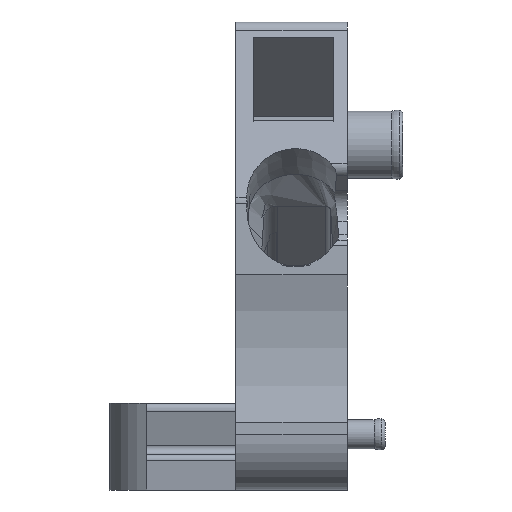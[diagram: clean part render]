
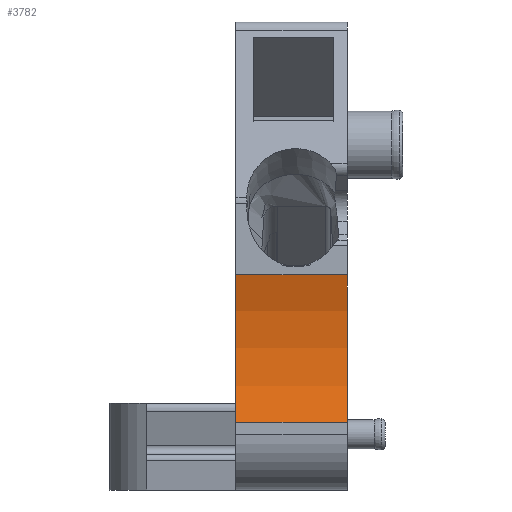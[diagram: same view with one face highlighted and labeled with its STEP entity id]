
A CAD part, left-side view. The second image highlights one B-rep face of the part: STEP entity #3782.
In plain terms, the highlighted cylindrical face has radius 10.449 mm (diameter 20.897 mm), a partial arc.
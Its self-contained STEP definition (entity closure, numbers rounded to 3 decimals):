
#127=CIRCLE('',#3913,10.449);
#148=CIRCLE('',#3989,10.449);
#189=CYLINDRICAL_SURFACE('',#3988,10.449);
#364=LINE('',#5282,#617);
#365=LINE('',#5286,#618);
#617=VECTOR('',#4496,1000.);
#618=VECTOR('',#4501,1000.);
#1051=ORIENTED_EDGE('',*,*,#1762,.T.);
#1052=ORIENTED_EDGE('',*,*,#1763,.F.);
#1053=ORIENTED_EDGE('',*,*,#1627,.F.);
#1054=ORIENTED_EDGE('',*,*,#1761,.F.);
#1627=EDGE_CURVE('',#2039,#2040,#127,.T.);
#1761=EDGE_CURVE('',#2126,#2039,#364,.T.);
#1762=EDGE_CURVE('',#2126,#2127,#148,.T.);
#1763=EDGE_CURVE('',#2040,#2127,#365,.F.);
#2039=VERTEX_POINT('',#4989);
#2040=VERTEX_POINT('',#4991);
#2126=VERTEX_POINT('',#5281);
#2127=VERTEX_POINT('',#5285);
#2349=EDGE_LOOP('',(#1051,#1052,#1053,#1054));
#2511=FACE_BOUND('',#2349,.T.);
#3782=ADVANCED_FACE('',(#2511),#189,.F.);
#3913=AXIS2_PLACEMENT_3D('',#4990,#4242,#4243);
#3988=AXIS2_PLACEMENT_3D('',#5283,#4497,#4498);
#3989=AXIS2_PLACEMENT_3D('',#5284,#4499,#4500);
#4242=DIRECTION('',(0.,-1.,0.));
#4243=DIRECTION('',(0.,0.,-1.));
#4496=DIRECTION('',(0.,1.,0.));
#4497=DIRECTION('',(0.,1.,0.));
#4498=DIRECTION('',(0.,0.,1.));
#4499=DIRECTION('',(0.,-1.,0.));
#4500=DIRECTION('',(0.,0.,-1.));
#4501=DIRECTION('',(0.,1.,0.));
#4989=CARTESIAN_POINT('',(-15.987,5.,-4.352));
#4990=CARTESIAN_POINT('',(-25.9,5.,-1.051));
#4991=CARTESIAN_POINT('',(-15.987,5.,2.251));
#5281=CARTESIAN_POINT('',(-15.987,0.,-4.352));
#5282=CARTESIAN_POINT('',(-15.987,-18.494,-4.352));
#5283=CARTESIAN_POINT('',(-25.9,-18.494,-1.051));
#5284=CARTESIAN_POINT('',(-25.9,0.,-1.051));
#5285=CARTESIAN_POINT('',(-15.987,0.,2.251));
#5286=CARTESIAN_POINT('',(-15.987,-18.494,2.251));
